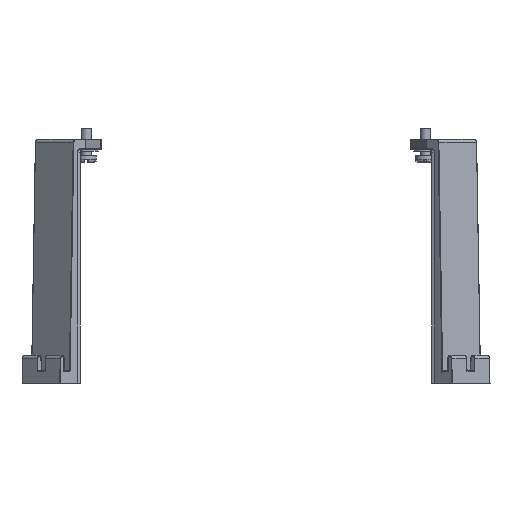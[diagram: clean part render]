
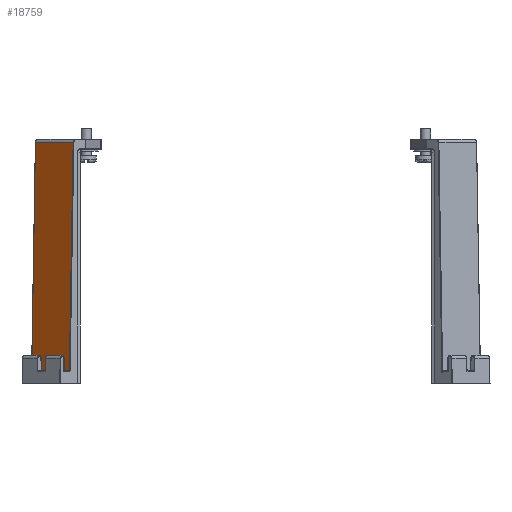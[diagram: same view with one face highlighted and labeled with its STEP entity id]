
A CAD part, front view. The second image highlights one B-rep face of the part: STEP entity #18759.
In plain terms, the highlighted planar face has unit normal (-0.707, -0.707, 0.023).
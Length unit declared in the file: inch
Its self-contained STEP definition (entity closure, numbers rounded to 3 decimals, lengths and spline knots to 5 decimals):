
#1545 = VECTOR ( 'NONE', #5275, 39.37008 ) ;
#3238 = CARTESIAN_POINT ( 'NONE',  ( -3.36784, -5.06132, -0.5 ) ) ;
#5275 = DIRECTION ( 'NONE',  ( 0.707, -0.707, 0. ) ) ;
#6165 = VERTEX_POINT ( 'NONE', #58677 ) ;
#6425 = DIRECTION ( 'NONE',  ( 0.016, 0.016, 1. ) ) ;
#8385 = EDGE_CURVE ( 'NONE', #49001, #53091, #8861, .T. ) ;
#8861 = LINE ( 'NONE', #16909, #12922 ) ;
#9180 = CARTESIAN_POINT ( 'NONE',  ( -3.78451, -4.78508, -4.768 ) ) ;
#9752 = LINE ( 'NONE', #9180, #1545 ) ;
#12922 = VECTOR ( 'NONE', #26373, 39.37008 ) ;
#14087 = LINE ( 'NONE', #40201, #19439 ) ;
#14651 = CARTESIAN_POINT ( 'NONE',  ( -3.43787, -5.13141, -4.768 ) ) ;
#15380 = CARTESIAN_POINT ( 'NONE',  ( -3.71447, -4.71498, -0.5 ) ) ;
#15421 = EDGE_CURVE ( 'NONE', #57842, #49001, #43860, .T. ) ;
#16909 = CARTESIAN_POINT ( 'NONE',  ( -3.71543, -4.71595, -0.55861 ) ) ;
#17430 = ORIENTED_EDGE ( 'NONE', *, *, #15421, .T. ) ;
#18759 = ADVANCED_FACE ( 'NONE', ( #20086 ), #47086, .T. ) ;
#19378 = CARTESIAN_POINT ( 'NONE',  ( -3.3688, -5.06228, -0.55861 ) ) ;
#19439 = VECTOR ( 'NONE', #36317, 39.37008 ) ;
#19461 = CARTESIAN_POINT ( 'NONE',  ( -4.06207, -4.36962, -0.55861 ) ) ;
#20086 = FACE_OUTER_BOUND ( 'NONE', #51906, .T. ) ;
#26206 = ORIENTED_EDGE ( 'NONE', *, *, #44682, .T. ) ;
#26373 = DIRECTION ( 'NONE',  ( -0.707, 0.707, 0. ) ) ;
#26988 = ORIENTED_EDGE ( 'NONE', *, *, #8385, .T. ) ;
#28573 = VECTOR ( 'NONE', #57493, 39.37008 ) ;
#36317 = DIRECTION ( 'NONE',  ( -0.016, -0.016, -1. ) ) ;
#36534 = AXIS2_PLACEMENT_3D ( 'NONE', #15380, #56530, #6425 ) ;
#40201 = CARTESIAN_POINT ( 'NONE',  ( -4.0611, -4.36865, -0.5 ) ) ;
#43860 = LINE ( 'NONE', #3238, #28573 ) ;
#44682 = EDGE_CURVE ( 'NONE', #6165, #57842, #9752, .T. ) ;
#47086 = PLANE ( 'NONE',  #36534 ) ;
#49001 = VERTEX_POINT ( 'NONE', #19378 ) ;
#49521 = EDGE_CURVE ( 'NONE', #53091, #6165, #14087, .T. ) ;
#51906 = EDGE_LOOP ( 'NONE', ( #26988, #52180, #26206, #17430 ) ) ;
#52180 = ORIENTED_EDGE ( 'NONE', *, *, #49521, .T. ) ;
#53091 = VERTEX_POINT ( 'NONE', #19461 ) ;
#56530 = DIRECTION ( 'NONE',  ( -0.707, -0.707, 0.023 ) ) ;
#57493 = DIRECTION ( 'NONE',  ( 0.016, 0.016, 1. ) ) ;
#57842 = VERTEX_POINT ( 'NONE', #14651 ) ;
#58677 = CARTESIAN_POINT ( 'NONE',  ( -4.13114, -4.43875, -4.768 ) ) ;
